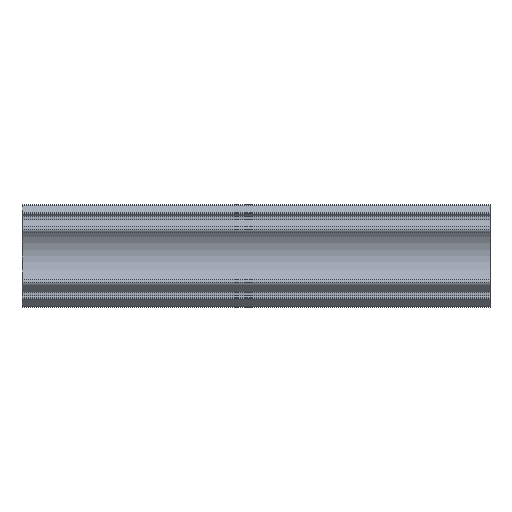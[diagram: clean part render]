
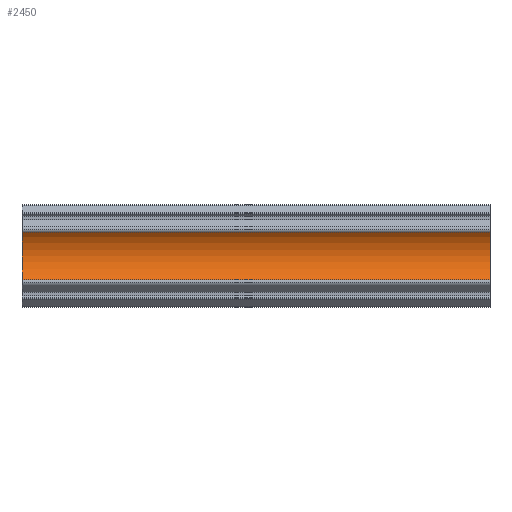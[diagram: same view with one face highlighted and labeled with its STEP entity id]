
A CAD part, top view. The second image highlights one B-rep face of the part: STEP entity #2450.
In plain terms, the highlighted cylindrical face has radius 40 mm (diameter 80 mm), a partial arc.
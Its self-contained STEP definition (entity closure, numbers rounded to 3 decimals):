
#184 = VERTEX_POINT ( 'NONE', #4778 ) ;
#230 = CARTESIAN_POINT ( 'NONE',  ( 0., 0.036, 3659.997 ) ) ;
#326 = DIRECTION ( 'NONE',  ( 0., 0., 1. ) ) ;
#376 = EDGE_CURVE ( 'NONE', #184, #1569, #2171, .T. ) ;
#435 = EDGE_LOOP ( 'NONE', ( #3961, #3806, #3691, #4501 ) ) ;
#793 = CARTESIAN_POINT ( 'NONE',  ( 500., 25.632, 3629.258 ) ) ;
#1094 = CARTESIAN_POINT ( 'NONE',  ( 500., 0.036, 3659.997 ) ) ;
#1114 = CARTESIAN_POINT ( 'NONE',  ( 0., -25.56, 3629.258 ) ) ;
#1203 = VECTOR ( 'NONE', #4190, 1000. ) ;
#1425 = DIRECTION ( 'NONE',  ( 0., 0., 1. ) ) ;
#1454 = DIRECTION ( 'NONE',  ( -1., 0., 0. ) ) ;
#1569 = VERTEX_POINT ( 'NONE', #3854 ) ;
#1661 = DIRECTION ( 'NONE',  ( -1., 0., 0. ) ) ;
#1999 = VECTOR ( 'NONE', #4196, 1000. ) ;
#2141 = CYLINDRICAL_SURFACE ( 'NONE', #2781, 40. ) ;
#2171 = CIRCLE ( 'NONE', #2519, 40. ) ;
#2450 = ADVANCED_FACE ( 'NONE', ( #3302 ), #2141, .F. ) ;
#2476 = VERTEX_POINT ( 'NONE', #5036 ) ;
#2519 = AXIS2_PLACEMENT_3D ( 'NONE', #1094, #1454, #1425 ) ;
#2587 = EDGE_CURVE ( 'NONE', #184, #2476, #3007, .T. ) ;
#2781 = AXIS2_PLACEMENT_3D ( 'NONE', #5501, #1661, #326 ) ;
#2885 = EDGE_CURVE ( 'NONE', #1569, #4435, #4681, .T. ) ;
#3007 = LINE ( 'NONE', #793, #1999 ) ;
#3302 = FACE_OUTER_BOUND ( 'NONE', #435, .T. ) ;
#3456 = EDGE_CURVE ( 'NONE', #2476, #4435, #4874, .T. ) ;
#3691 = ORIENTED_EDGE ( 'NONE', *, *, #376, .F. ) ;
#3806 = ORIENTED_EDGE ( 'NONE', *, *, #2885, .F. ) ;
#3854 = CARTESIAN_POINT ( 'NONE',  ( 500., -25.56, 3629.258 ) ) ;
#3953 = DIRECTION ( 'NONE',  ( 0., 0., 1. ) ) ;
#3961 = ORIENTED_EDGE ( 'NONE', *, *, #3456, .T. ) ;
#4190 = DIRECTION ( 'NONE',  ( -1., 0., 0. ) ) ;
#4196 = DIRECTION ( 'NONE',  ( -1., 0., 0. ) ) ;
#4375 = DIRECTION ( 'NONE',  ( -1., 0., 0. ) ) ;
#4435 = VERTEX_POINT ( 'NONE', #1114 ) ;
#4501 = ORIENTED_EDGE ( 'NONE', *, *, #2587, .T. ) ;
#4681 = LINE ( 'NONE', #4714, #1203 ) ;
#4714 = CARTESIAN_POINT ( 'NONE',  ( 500., -25.56, 3629.258 ) ) ;
#4778 = CARTESIAN_POINT ( 'NONE',  ( 500., 25.632, 3629.258 ) ) ;
#4874 = CIRCLE ( 'NONE', #4893, 40. ) ;
#4893 = AXIS2_PLACEMENT_3D ( 'NONE', #230, #4375, #3953 ) ;
#5036 = CARTESIAN_POINT ( 'NONE',  ( 0., 25.632, 3629.258 ) ) ;
#5501 = CARTESIAN_POINT ( 'NONE',  ( 500., 0.036, 3659.997 ) ) ;
